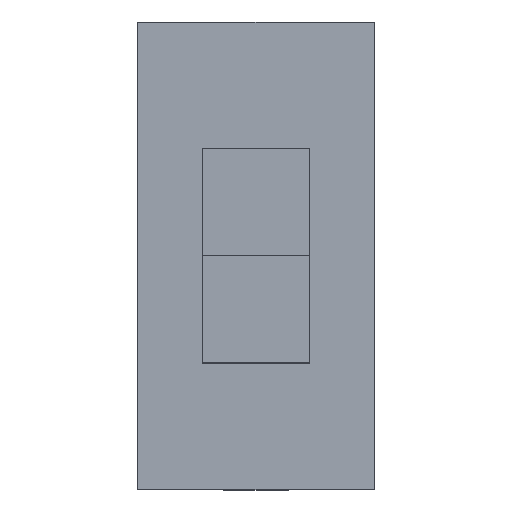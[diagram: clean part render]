
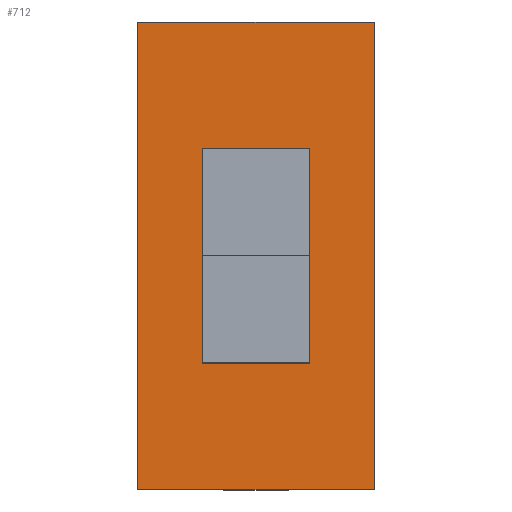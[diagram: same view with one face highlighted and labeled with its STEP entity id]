
A CAD part, top view. The second image highlights one B-rep face of the part: STEP entity #712.
In plain terms, the highlighted planar face has unit normal (0, 0, 1).
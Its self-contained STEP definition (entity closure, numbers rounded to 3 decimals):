
#24=FACE_BOUND('',#104,.T.);
#62=FACE_OUTER_BOUND('',#103,.T.);
#103=EDGE_LOOP('',(#627,#628,#629,#630));
#104=EDGE_LOOP('',(#631,#632,#633,#634,#635,#636));
#169=LINE('',#1073,#263);
#173=LINE('',#1081,#267);
#181=LINE('',#1096,#275);
#185=LINE('',#1104,#279);
#188=LINE('',#1111,#282);
#190=LINE('',#1114,#284);
#192=LINE('',#1119,#286);
#194=LINE('',#1123,#288);
#196=LINE('',#1127,#290);
#198=LINE('',#1130,#292);
#263=VECTOR('',#881,10.);
#267=VECTOR('',#887,10.);
#275=VECTOR('',#899,10.);
#279=VECTOR('',#907,10.);
#282=VECTOR('',#914,10.);
#284=VECTOR('',#918,10.);
#286=VECTOR('',#922,10.);
#288=VECTOR('',#926,10.);
#290=VECTOR('',#930,10.);
#292=VECTOR('',#934,10.);
#337=VERTEX_POINT('',#1071);
#338=VERTEX_POINT('',#1072);
#341=VERTEX_POINT('',#1080);
#346=VERTEX_POINT('',#1092);
#348=VERTEX_POINT('',#1102);
#350=VERTEX_POINT('',#1110);
#351=VERTEX_POINT('',#1116);
#352=VERTEX_POINT('',#1118);
#353=VERTEX_POINT('',#1122);
#354=VERTEX_POINT('',#1126);
#419=EDGE_CURVE('',#337,#338,#169,.T.);
#423=EDGE_CURVE('',#341,#337,#173,.T.);
#431=EDGE_CURVE('',#346,#341,#181,.T.);
#435=EDGE_CURVE('',#338,#348,#185,.T.);
#438=EDGE_CURVE('',#350,#346,#188,.T.);
#440=EDGE_CURVE('',#348,#350,#190,.T.);
#442=EDGE_CURVE('',#352,#351,#192,.T.);
#444=EDGE_CURVE('',#353,#352,#194,.T.);
#446=EDGE_CURVE('',#354,#353,#196,.T.);
#448=EDGE_CURVE('',#351,#354,#198,.T.);
#627=ORIENTED_EDGE('',*,*,#448,.T.);
#628=ORIENTED_EDGE('',*,*,#446,.T.);
#629=ORIENTED_EDGE('',*,*,#444,.T.);
#630=ORIENTED_EDGE('',*,*,#442,.T.);
#631=ORIENTED_EDGE('',*,*,#419,.T.);
#632=ORIENTED_EDGE('',*,*,#435,.T.);
#633=ORIENTED_EDGE('',*,*,#440,.T.);
#634=ORIENTED_EDGE('',*,*,#438,.T.);
#635=ORIENTED_EDGE('',*,*,#431,.T.);
#636=ORIENTED_EDGE('',*,*,#423,.T.);
#674=PLANE('',#764);
#712=ADVANCED_FACE('',(#62,#24),#674,.T.);
#764=AXIS2_PLACEMENT_3D('',#1131,#935,#936);
#881=DIRECTION('',(0.,1.,0.));
#887=DIRECTION('',(-1.,0.,0.));
#899=DIRECTION('',(0.,-1.,0.));
#907=DIRECTION('',(0.,1.,0.));
#914=DIRECTION('',(0.,-1.,0.));
#918=DIRECTION('',(1.,0.,0.));
#922=DIRECTION('',(0.,1.,0.));
#926=DIRECTION('',(1.,0.,0.));
#930=DIRECTION('',(0.,-1.,0.));
#934=DIRECTION('',(-1.,0.,0.));
#935=DIRECTION('center_axis',(0.,0.,1.));
#936=DIRECTION('ref_axis',(1.,0.,0.));
#1071=CARTESIAN_POINT('',(-1.,-2.,4.7));
#1072=CARTESIAN_POINT('',(-1.,0.,4.7));
#1073=CARTESIAN_POINT('',(-1.,-1.,4.7));
#1080=CARTESIAN_POINT('',(1.,-2.,4.7));
#1081=CARTESIAN_POINT('',(0.5,-2.,4.7));
#1092=CARTESIAN_POINT('',(1.,0.,4.7));
#1096=CARTESIAN_POINT('',(1.,1.,4.7));
#1102=CARTESIAN_POINT('',(-1.,2.,4.7));
#1104=CARTESIAN_POINT('',(-1.,-1.,4.7));
#1110=CARTESIAN_POINT('',(1.,2.,4.7));
#1111=CARTESIAN_POINT('',(1.,1.,4.7));
#1114=CARTESIAN_POINT('',(-0.5,2.,4.7));
#1116=CARTESIAN_POINT('',(2.2,4.35,4.7));
#1118=CARTESIAN_POINT('',(2.2,-4.35,4.7));
#1119=CARTESIAN_POINT('',(2.2,4.35,4.7));
#1122=CARTESIAN_POINT('',(-2.2,-4.35,4.7));
#1123=CARTESIAN_POINT('',(2.2,-4.35,4.7));
#1126=CARTESIAN_POINT('',(-2.2,4.35,4.7));
#1127=CARTESIAN_POINT('',(-2.2,-4.35,4.7));
#1130=CARTESIAN_POINT('',(-2.2,4.35,4.7));
#1131=CARTESIAN_POINT('Origin',(0.,0.,
4.7));
